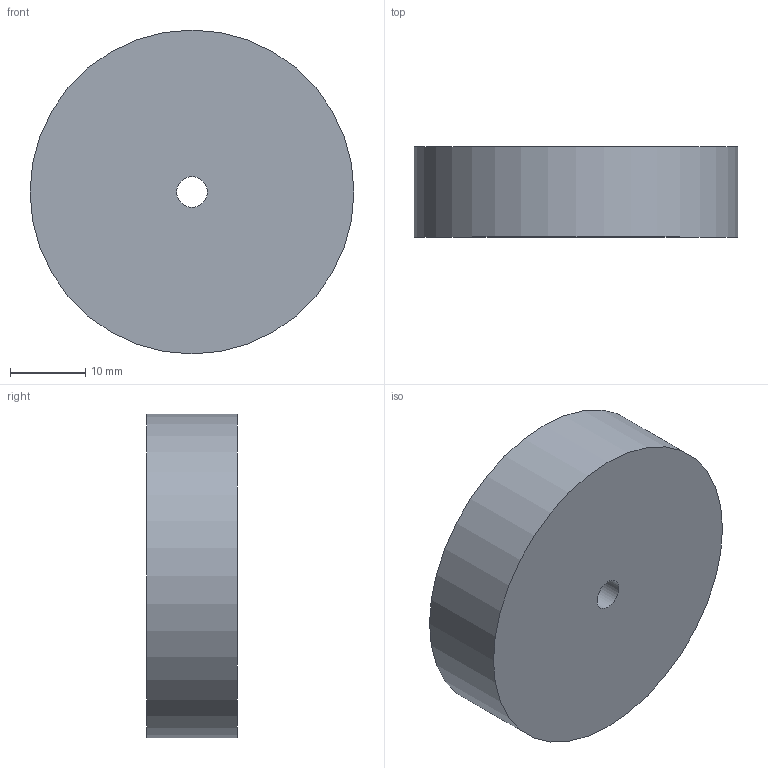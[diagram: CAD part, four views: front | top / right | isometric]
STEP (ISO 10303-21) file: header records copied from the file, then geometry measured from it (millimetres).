
FILE_DESCRIPTION(/* description */ (''),/* implementation_level */ '2;1');
FILE_NAME(/* name */ 'cybergear2.stp',/* time_stamp */ '2023-10-11T19:29:46+09:00',/* author */ ('ludiw'),/* organization */ (''),/* preprocessor_version */ 'ST-DEVELOPER v19.2',/* originating_system */ 'Autodesk Inventor 2024',/* authorisation */ '');
FILE_SCHEMA (('AUTOMOTIVE_DESIGN { 1 0 10303 214 3 1 1 }'));
Length unit declared in the file: millimetre
Products named in the file (1): 轴承
Bounding box: 42.97 x 12 x 42.97 mm (x, y, z)
Volume: 16182.8 mm3; surface area: 5231.5 mm2
Topology: 1 solids, 1 shells, 20 faces, 31 edges, 23 vertices
Faces by surface type: cylinder 10, plane 10
Full cylindrical faces by diameter (mm): 4 x6, 4.1 x1, 14 x1, 15 x1, 42.97 x1
Entity records: 527 total; most frequent: DIRECTION 94, CARTESIAN_POINT 74, ORIENTED_EDGE 60, AXIS2_PLACEMENT_3D 42, EDGE_LOOP 30, EDGE_CURVE 30, CIRCLE 21, FACE_OUTER_BOUND 20
